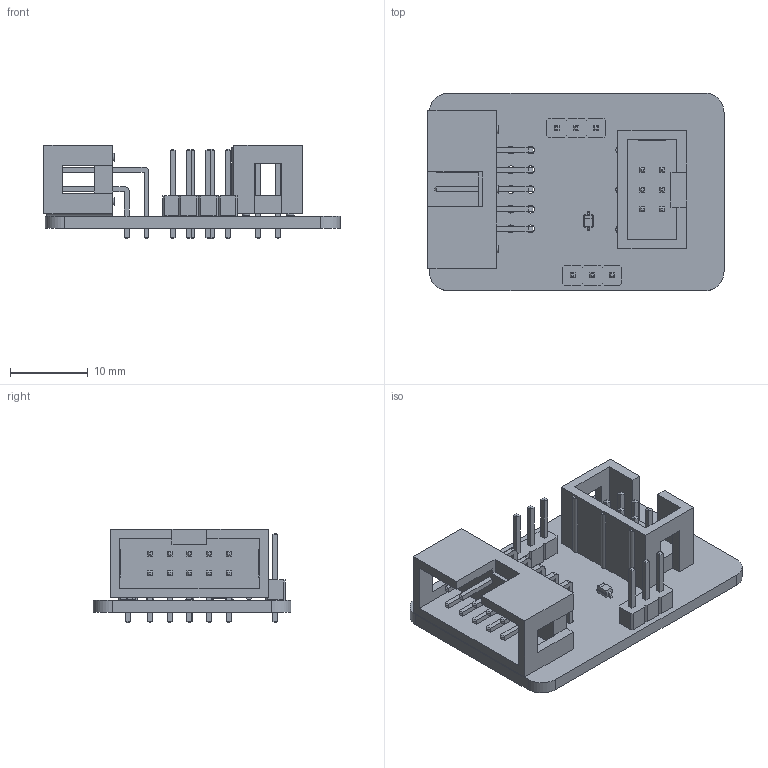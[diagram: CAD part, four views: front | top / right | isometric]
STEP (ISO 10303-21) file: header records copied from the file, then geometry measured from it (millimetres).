
FILE_DESCRIPTION(('KiCad electronic assembly'),'2;1');
FILE_NAME('wchlinke-tagconnect-V0.1-2025-01-24-3D.step', '2025-01-24T13:48:24',('Pcbnew'),('Kicad'), 'Open CASCADE STEP processor 7.6','KiCad to STEP converter','Unknown' );
FILE_SCHEMA(('AUTOMOTIVE_DESIGN { 1 0 10303 214 1 1 1 1 }'));
Length unit declared in the file: millimetre
Products named in the file (10): wchlinke-tagconnect-V0.1-2025-01-24-3D 1; D_SOD-323; D_SOD_323; PinHeader_1x03_P2.54mm_Vertical; PinHeader_1x03_P254mm_Vertical; IDC-Header_2x05_P2.54mm_Horizontal; IDC_Header_2x05_P254mm_Horizontal; IDC-Header_2x03_P2.54mm_Vertical; IDC_Header_2x03_P254mm_Vertical; kibot_jwo3zp2c_PCB
Assembly tree (10 placements, depth 3):
  wchlinke-tagconnect-V0.1-2025-01-24-3D 1
    D_SOD-323
      D_SOD_323
    PinHeader_1x03_P2.54mm_Vertical  x2
      PinHeader_1x03_P254mm_Vertical
    IDC-Header_2x05_P2.54mm_Horizontal
      IDC_Header_2x05_P254mm_Horizontal
    IDC-Header_2x03_P2.54mm_Vertical
      IDC_Header_2x03_P254mm_Vertical
    kibot_jwo3zp2c_PCB
Bounding box: 38.19 x 25.5 x 12.1 mm (x, y, z)
Volume: 3052.4 mm3; surface area: 5090.1 mm2
Topology: 6 solids, 6 shells, 653 faces, 1576 edges, 984 vertices
Faces by surface type: plane 565, cylinder 62, bspline 26
Full cylindrical faces by diameter (mm): 1 x34
Entity records: 20456 total; most frequent: CARTESIAN_POINT 2966, ORIENTED_EDGE 2792, DIRECTION 2624, EDGE_CURVE 1396, LINE 1228, VECTOR 1228, VERTEX_POINT 872, AXIS2_PLACEMENT_3D 698
